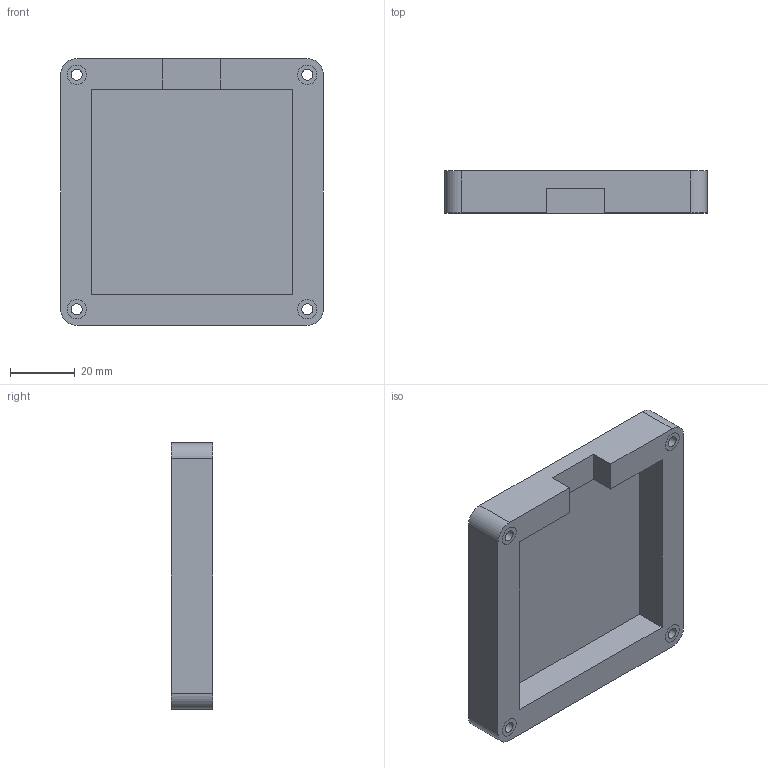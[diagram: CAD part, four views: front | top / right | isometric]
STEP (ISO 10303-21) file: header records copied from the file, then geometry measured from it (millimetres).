
FILE_DESCRIPTION(/* description */ ('STEP AP242','CAx-IF Rec.Pracs.---Representation and Presentation of Product Manufacturing Information (PMI)---4.0---2014-10-13','CAx-IF Rec.Pracs.---3D Tessellated Geometry---0.4---2014-09-14','2;1'),/* implementation_level */ '2;1');
FILE_NAME(/* name */ '6841e13927757c47acbc7c0a',/* time_stamp */ '2025-06-05T18:26:02Z',/* author */ (''),/* organization */ (''),/* preprocessor_version */ 'ST-DEVELOPER v20',/* originating_system */ 'ONSHAPE BY PTC INC, 1.198',/* authorisation */ ' ');
FILE_SCHEMA (('AP242_MANAGED_MODEL_BASED_3D_ENGINEERING_MIM_LF { 1 0 10303 442 1 1 4 }'));
Length unit declared in the file: metre
Products named in the file (5): Surface 4; Part 1; Surface 1; Surface 2; Surface 3
Bounding box: 81.47 x 13 x 82.74 mm (x, y, z)
Volume: 45764.5 mm3; surface area: 21217.8 mm2
Topology: 1 solids, 5 shells, 26 faces, 72 edges, 48 vertices
Faces by surface type: plane 14, cylinder 12
Full cylindrical faces by diameter (mm): 3.4 x4, 6 x4
Entity records: 950 total; most frequent: DIRECTION 150, CARTESIAN_POINT 143, ORIENTED_EDGE 120, EDGE_CURVE 64, AXIS2_PLACEMENT_3D 55, VERTEX_POINT 48, EDGE_LOOP 42, FACE_BOUND 42
